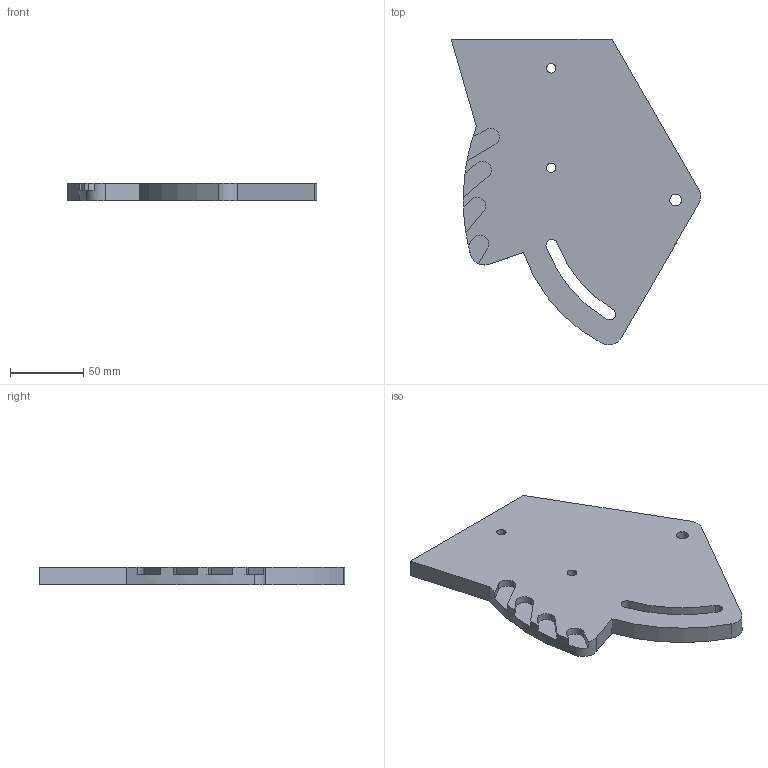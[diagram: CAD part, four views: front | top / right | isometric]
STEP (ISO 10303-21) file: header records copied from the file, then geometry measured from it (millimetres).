
FILE_DESCRIPTION((''),'2;1');
FILE_NAME('PLAQUE_ALT_G','2021-12-15T21:28:28',('laure'),(''),'CREO PARAMETRIC BY PTC INC, 2020281','CREO PARAMETRIC BY PTC INC, 2020281','');
FILE_SCHEMA(('AP242_MANAGED_MODEL_BASED_3D_ENGINEERING_MIM_LF { 1 0 10303 442 1 1 4 }'));
Length unit declared in the file: millimetre
Products named in the file (1): PLAQUE_ALT_G
Bounding box: 170.52 x 208.99 x 12 mm (x, y, z)
Volume: 273954.5 mm3; surface area: 58571.8 mm2
Topology: 1 solids, 3 shells, 61 faces, 203 edges, 188 vertices
Faces by surface type: cylinder 33, plane 24, cone 4
Entity records: 2738 total; most frequent: DIRECTION 432, CARTESIAN_POINT 390, ORIENTED_EDGE 308, EDGE_CURVE 158, AXIS2_PLACEMENT_3D 151, VECTOR 130, LINE 130, VERTEX_POINT 106
